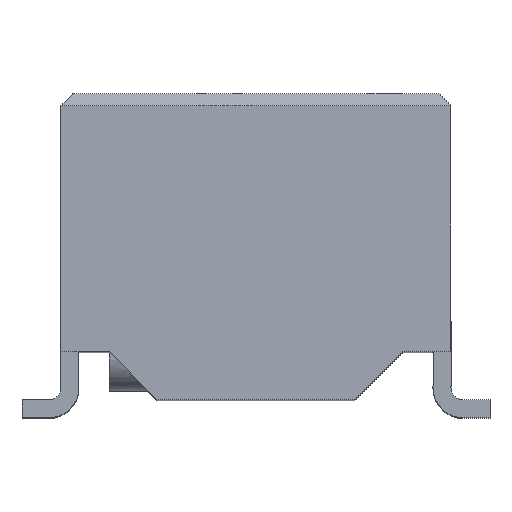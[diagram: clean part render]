
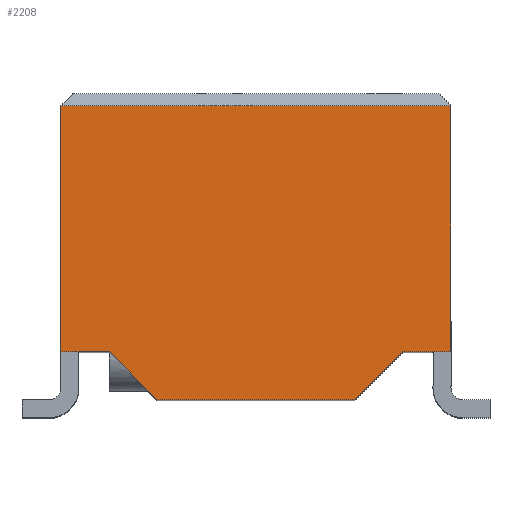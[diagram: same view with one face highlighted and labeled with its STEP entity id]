
A CAD part, top view. The second image highlights one B-rep face of the part: STEP entity #2208.
In plain terms, the highlighted planar face has unit normal (0, 0, 1).
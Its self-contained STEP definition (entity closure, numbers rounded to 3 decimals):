
#150 = VECTOR ( 'NONE', #1414, 1000. ) ;
#558 = CARTESIAN_POINT ( 'NONE',  ( 1.65, 0.3, 5. ) ) ;
#575 = PLANE ( 'NONE',  #2610 ) ;
#584 = VECTOR ( 'NONE', #4236, 1000. ) ;
#630 = VERTEX_POINT ( 'NONE', #2686 ) ;
#685 = DIRECTION ( 'NONE',  ( 1., 0., 0. ) ) ;
#778 = CARTESIAN_POINT ( 'NONE',  ( 3.25, 5.2, 5. ) ) ;
#823 = EDGE_CURVE ( 'NONE', #630, #2480, #2098, .T. ) ;
#951 = DIRECTION ( 'NONE',  ( 1., 0., 0. ) ) ;
#984 = LINE ( 'NONE', #1301, #584 ) ;
#994 = CARTESIAN_POINT ( 'NONE',  ( 0., 0., 5. ) ) ;
#1026 = CARTESIAN_POINT ( 'NONE',  ( -3.25, 5.2, 5. ) ) ;
#1039 = LINE ( 'NONE', #4772, #1451 ) ;
#1145 = DIRECTION ( 'NONE',  ( 0., 1., 0. ) ) ;
#1146 = VECTOR ( 'NONE', #3991, 1000. ) ;
#1154 = LINE ( 'NONE', #4339, #150 ) ;
#1236 = ORIENTED_EDGE ( 'NONE', *, *, #3058, .T. ) ;
#1301 = CARTESIAN_POINT ( 'NONE',  ( -3.25, 1.1, 5. ) ) ;
#1311 = EDGE_CURVE ( 'NONE', #4066, #2762, #2329, .T. ) ;
#1327 = CARTESIAN_POINT ( 'NONE',  ( -3.25, 1.1, 5. ) ) ;
#1343 = LINE ( 'NONE', #3899, #1512 ) ;
#1414 = DIRECTION ( 'NONE',  ( 0.707, 0.707, 0. ) ) ;
#1416 = ORIENTED_EDGE ( 'NONE', *, *, #823, .T. ) ;
#1430 = DIRECTION ( 'NONE',  ( 0., -1., 0. ) ) ;
#1438 = CARTESIAN_POINT ( 'NONE',  ( 2.45, 1.1, 5. ) ) ;
#1451 = VECTOR ( 'NONE', #1430, 1000. ) ;
#1512 = VECTOR ( 'NONE', #685, 1000. ) ;
#1634 = ORIENTED_EDGE ( 'NONE', *, *, #3450, .T. ) ;
#1797 = VECTOR ( 'NONE', #4816, 1000. ) ;
#2098 = LINE ( 'NONE', #2262, #2974 ) ;
#2208 = ADVANCED_FACE ( 'NONE', ( #4632 ), #575, .T. ) ;
#2209 = LINE ( 'NONE', #4330, #1146 ) ;
#2262 = CARTESIAN_POINT ( 'NONE',  ( 3.25, 1.1, 5. ) ) ;
#2329 = LINE ( 'NONE', #4157, #4025 ) ;
#2332 = ORIENTED_EDGE ( 'NONE', *, *, #4184, .T. ) ;
#2480 = VERTEX_POINT ( 'NONE', #778 ) ;
#2588 = DIRECTION ( 'NONE',  ( 1., 0., 0. ) ) ;
#2610 = AXIS2_PLACEMENT_3D ( 'NONE', #994, #3192, #951 ) ;
#2662 = EDGE_CURVE ( 'NONE', #3036, #3407, #1039, .T. ) ;
#2686 = CARTESIAN_POINT ( 'NONE',  ( 3.25, 1.1, 5. ) ) ;
#2724 = CARTESIAN_POINT ( 'NONE',  ( -1.65, 0.3, 5. ) ) ;
#2756 = LINE ( 'NONE', #4019, #1797 ) ;
#2762 = VERTEX_POINT ( 'NONE', #558 ) ;
#2770 = ORIENTED_EDGE ( 'NONE', *, *, #1311, .T. ) ;
#2974 = VECTOR ( 'NONE', #1145, 1000. ) ;
#3036 = VERTEX_POINT ( 'NONE', #1026 ) ;
#3058 = EDGE_CURVE ( 'NONE', #2762, #4645, #1154, .T. ) ;
#3082 = EDGE_CURVE ( 'NONE', #4168, #4066, #2756, .T. ) ;
#3192 = DIRECTION ( 'NONE',  ( 0., 0., 1. ) ) ;
#3407 = VERTEX_POINT ( 'NONE', #1327 ) ;
#3450 = EDGE_CURVE ( 'NONE', #4645, #630, #1343, .T. ) ;
#3491 = CARTESIAN_POINT ( 'NONE',  ( -2.45, 1.1, 5. ) ) ;
#3749 = ORIENTED_EDGE ( 'NONE', *, *, #2662, .T. ) ;
#3807 = EDGE_CURVE ( 'NONE', #3407, #4168, #984, .T. ) ;
#3899 = CARTESIAN_POINT ( 'NONE',  ( 2.45, 1.1, 5. ) ) ;
#3991 = DIRECTION ( 'NONE',  ( -1., 0., 0. ) ) ;
#4019 = CARTESIAN_POINT ( 'NONE',  ( -2.45, 1.1, 5. ) ) ;
#4025 = VECTOR ( 'NONE', #2588, 1000. ) ;
#4066 = VERTEX_POINT ( 'NONE', #2724 ) ;
#4157 = CARTESIAN_POINT ( 'NONE',  ( -1.65, 0.3, 5. ) ) ;
#4168 = VERTEX_POINT ( 'NONE', #3491 ) ;
#4184 = EDGE_CURVE ( 'NONE', #2480, #3036, #2209, .T. ) ;
#4236 = DIRECTION ( 'NONE',  ( 1., 0., 0. ) ) ;
#4307 = ORIENTED_EDGE ( 'NONE', *, *, #3082, .T. ) ;
#4330 = CARTESIAN_POINT ( 'NONE',  ( -3.25, 5.2, 5. ) ) ;
#4339 = CARTESIAN_POINT ( 'NONE',  ( 1.65, 0.3, 5. ) ) ;
#4463 = EDGE_LOOP ( 'NONE', ( #1416, #2332, #3749, #4775, #4307, #2770, #1236, #1634 ) ) ;
#4632 = FACE_OUTER_BOUND ( 'NONE', #4463, .T. ) ;
#4645 = VERTEX_POINT ( 'NONE', #1438 ) ;
#4772 = CARTESIAN_POINT ( 'NONE',  ( -3.25, 5.4, 5. ) ) ;
#4775 = ORIENTED_EDGE ( 'NONE', *, *, #3807, .T. ) ;
#4816 = DIRECTION ( 'NONE',  ( 0.707, -0.707, 0. ) ) ;
